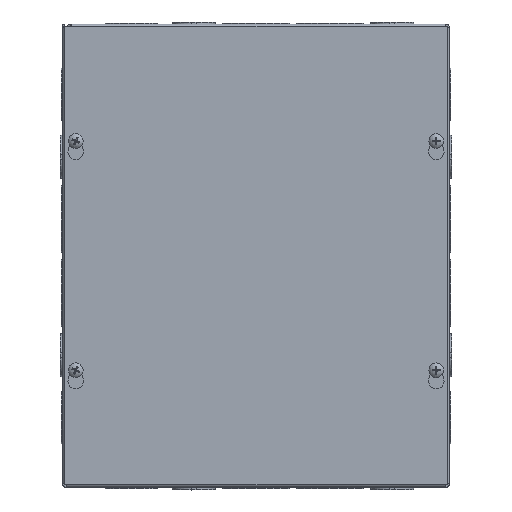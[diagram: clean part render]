
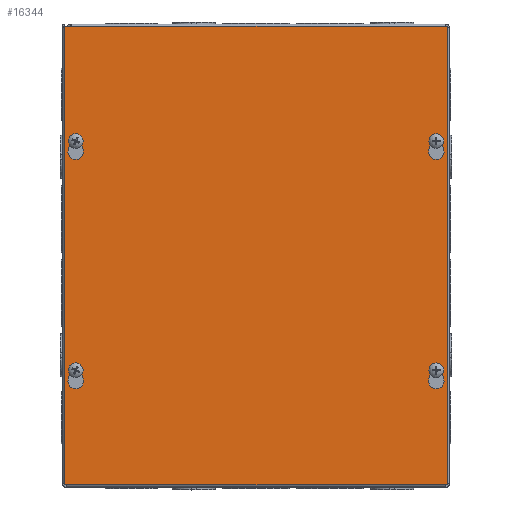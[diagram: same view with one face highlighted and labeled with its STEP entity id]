
A CAD part, top view. The second image highlights one B-rep face of the part: STEP entity #16344.
In plain terms, the highlighted planar face has unit normal (0, 0, 1).
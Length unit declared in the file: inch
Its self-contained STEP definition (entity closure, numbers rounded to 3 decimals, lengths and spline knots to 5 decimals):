
#1762=LINE($,#27086,#3364);
#1766=LINE($,#27096,#3368);
#1769=LINE($,#27104,#3371);
#1773=LINE($,#27116,#3375);
#1778=LINE($,#27134,#3380);
#1782=LINE($,#27144,#3384);
#1785=LINE($,#27152,#3387);
#1789=LINE($,#27164,#3391);
#1791=LINE($,#27172,#3393);
#1795=LINE($,#27180,#3397);
#1798=LINE($,#27186,#3400);
#1801=LINE($,#27191,#3403);
#3364=VECTOR($,#21477,0.26996);
#3368=VECTOR($,#21489,0.26996);
#3371=VECTOR($,#21494,0.26996);
#3375=VECTOR($,#21506,0.26996);
#3380=VECTOR($,#21525,0.26996);
#3384=VECTOR($,#21537,0.26996);
#3387=VECTOR($,#21542,0.26996);
#3391=VECTOR($,#21554,0.26996);
#3393=VECTOR($,#21564,12.);
#3397=VECTOR($,#21570,10.);
#3400=VECTOR($,#21575,12.);
#3403=VECTOR($,#21580,10.);
#3996=PLANE($,#17565);
#4455=FACE_BOUND($,#6325,.T.);
#4456=FACE_BOUND($,#6326,.T.);
#4457=FACE_BOUND($,#6327,.T.);
#4458=FACE_BOUND($,#6328,.T.);
#4459=FACE_BOUND($,#6329,.T.);
#6325=EDGE_LOOP($,(#14410,#14411,#14412,#14413));
#6326=EDGE_LOOP($,(#14414,#14415,#14416,#14417));
#6327=EDGE_LOOP($,(#14418,#14419,#14420,#14421));
#6328=EDGE_LOOP($,(#14422,#14423,#14424,#14425));
#6329=EDGE_LOOP($,(#14426,#14427,#14428,#14429));
#6708=CIRCLE($,#17531,0.203);
#6710=CIRCLE($,#17535,0.125);
#6712=CIRCLE($,#17540,0.125);
#6714=CIRCLE($,#17544,0.203);
#6716=CIRCLE($,#17547,0.203);
#6718=CIRCLE($,#17551,0.125);
#6720=CIRCLE($,#17556,0.125);
#6722=CIRCLE($,#17560,0.203);
#8029=VERTEX_POINT($,#27077);
#8030=VERTEX_POINT($,#27079);
#8032=VERTEX_POINT($,#27085);
#8034=VERTEX_POINT($,#27091);
#8037=VERTEX_POINT($,#27101);
#8038=VERTEX_POINT($,#27103);
#8040=VERTEX_POINT($,#27109);
#8042=VERTEX_POINT($,#27115);
#8045=VERTEX_POINT($,#27125);
#8046=VERTEX_POINT($,#27127);
#8048=VERTEX_POINT($,#27133);
#8050=VERTEX_POINT($,#27139);
#8053=VERTEX_POINT($,#27149);
#8054=VERTEX_POINT($,#27151);
#8056=VERTEX_POINT($,#27157);
#8058=VERTEX_POINT($,#27163);
#8059=VERTEX_POINT($,#27170);
#8060=VERTEX_POINT($,#27171);
#8063=VERTEX_POINT($,#27179);
#8065=VERTEX_POINT($,#27185);
#10081=EDGE_CURVE($,#8030,#8029,#6708,.T.);
#10084=EDGE_CURVE($,#8032,#8030,#1762,.T.);
#10087=EDGE_CURVE($,#8034,#8032,#6710,.T.);
#10090=EDGE_CURVE($,#8029,#8034,#1766,.T.);
#10093=EDGE_CURVE($,#8038,#8037,#1769,.T.);
#10096=EDGE_CURVE($,#8040,#8038,#6712,.T.);
#10099=EDGE_CURVE($,#8042,#8040,#1773,.T.);
#10102=EDGE_CURVE($,#8037,#8042,#6714,.T.);
#10105=EDGE_CURVE($,#8046,#8045,#6716,.T.);
#10108=EDGE_CURVE($,#8048,#8046,#1778,.T.);
#10111=EDGE_CURVE($,#8050,#8048,#6718,.T.);
#10114=EDGE_CURVE($,#8045,#8050,#1782,.T.);
#10117=EDGE_CURVE($,#8054,#8053,#1785,.T.);
#10120=EDGE_CURVE($,#8056,#8054,#6720,.T.);
#10123=EDGE_CURVE($,#8058,#8056,#1789,.T.);
#10126=EDGE_CURVE($,#8053,#8058,#6722,.T.);
#10127=EDGE_CURVE($,#8059,#8060,#1791,.T.);
#10131=EDGE_CURVE($,#8060,#8063,#1795,.T.);
#10134=EDGE_CURVE($,#8063,#8065,#1798,.T.);
#10137=EDGE_CURVE($,#8065,#8059,#1801,.T.);
#14410=ORIENTED_EDGE($,*,*,#10081,.T.);
#14411=ORIENTED_EDGE($,*,*,#10090,.T.);
#14412=ORIENTED_EDGE($,*,*,#10087,.T.);
#14413=ORIENTED_EDGE($,*,*,#10084,.T.);
#14414=ORIENTED_EDGE($,*,*,#10093,.T.);
#14415=ORIENTED_EDGE($,*,*,#10102,.T.);
#14416=ORIENTED_EDGE($,*,*,#10099,.T.);
#14417=ORIENTED_EDGE($,*,*,#10096,.T.);
#14418=ORIENTED_EDGE($,*,*,#10105,.T.);
#14419=ORIENTED_EDGE($,*,*,#10114,.T.);
#14420=ORIENTED_EDGE($,*,*,#10111,.T.);
#14421=ORIENTED_EDGE($,*,*,#10108,.T.);
#14422=ORIENTED_EDGE($,*,*,#10117,.T.);
#14423=ORIENTED_EDGE($,*,*,#10126,.T.);
#14424=ORIENTED_EDGE($,*,*,#10123,.T.);
#14425=ORIENTED_EDGE($,*,*,#10120,.T.);
#14426=ORIENTED_EDGE($,*,*,#10127,.F.);
#14427=ORIENTED_EDGE($,*,*,#10137,.F.);
#14428=ORIENTED_EDGE($,*,*,#10134,.F.);
#14429=ORIENTED_EDGE($,*,*,#10131,.F.);
#16344=ADVANCED_FACE($,(#4455,#4456,#4457,#4458,#4459),#3996,.T.);
#17531=AXIS2_PLACEMENT_3D($,#27080,#21471,#21472);
#17535=AXIS2_PLACEMENT_3D($,#27092,#21483,#21484);
#17540=AXIS2_PLACEMENT_3D($,#27110,#21500,#21501);
#17544=AXIS2_PLACEMENT_3D($,#27120,#21512,#21513);
#17547=AXIS2_PLACEMENT_3D($,#27128,#21519,#21520);
#17551=AXIS2_PLACEMENT_3D($,#27140,#21531,#21532);
#17556=AXIS2_PLACEMENT_3D($,#27158,#21548,#21549);
#17560=AXIS2_PLACEMENT_3D($,#27168,#21560,#21561);
#17565=AXIS2_PLACEMENT_3D($,#27193,#21582,#21583);
#21471=DIRECTION('center_axis',(0.,0.,-1.));
#21472=DIRECTION('ref_axis',(-0.961,0.278,0.));
#21477=DIRECTION($,(0.278,-0.961,0.));
#21483=DIRECTION('center_axis',(0.,0.,-1.));
#21484=DIRECTION('ref_axis',(0.961,0.278,0.));
#21489=DIRECTION($,(0.278,0.961,0.));
#21494=DIRECTION($,(0.278,-0.961,0.));
#21500=DIRECTION('center_axis',(0.,0.,-1.));
#21501=DIRECTION('ref_axis',(0.961,0.278,0.));
#21506=DIRECTION($,(0.278,0.961,0.));
#21512=DIRECTION('center_axis',(0.,0.,-1.));
#21513=DIRECTION('ref_axis',(-0.961,0.278,0.));
#21519=DIRECTION('center_axis',(0.,0.,-1.));
#21520=DIRECTION('ref_axis',(-0.961,0.278,0.));
#21525=DIRECTION($,(0.278,-0.961,0.));
#21531=DIRECTION('center_axis',(0.,0.,-1.));
#21532=DIRECTION('ref_axis',(0.961,0.278,0.));
#21537=DIRECTION($,(0.278,0.961,0.));
#21542=DIRECTION($,(0.278,-0.961,0.));
#21548=DIRECTION('center_axis',(0.,0.,-1.));
#21549=DIRECTION('ref_axis',(0.961,0.278,0.));
#21554=DIRECTION($,(0.278,0.961,0.));
#21560=DIRECTION('center_axis',(0.,0.,-1.));
#21561=DIRECTION('ref_axis',(-0.961,0.278,0.));
#21564=DIRECTION($,(0.,-1.,0.));
#21570=DIRECTION($,(-1.,0.,0.));
#21575=DIRECTION($,(0.,1.,0.));
#21580=DIRECTION($,(1.,0.,0.));
#21582=DIRECTION('center_axis',(0.,0.,1.));
#21583=DIRECTION('ref_axis',(1.,0.,0.));
#27077=CARTESIAN_POINT('',(4.52373,-3.22465,0.062));
#27079=CARTESIAN_POINT('',(4.91377,-3.22465,0.062));
#27080=CARTESIAN_POINT('Origin',(4.71875,-3.281,0.062));
#27085=CARTESIAN_POINT('',(4.83884,-2.9653,0.062));
#27086=CARTESIAN_POINT($,(4.29451,-1.08137,0.062));
#27091=CARTESIAN_POINT('',(4.59866,-2.9653,0.062));
#27092=CARTESIAN_POINT('Origin',(4.71875,-3.,0.062));
#27096=CARTESIAN_POINT($,(4.81688,-2.21006,0.062));
#27101=CARTESIAN_POINT('',(-4.52373,-3.22465,0.062));
#27103=CARTESIAN_POINT('',(-4.59866,-2.9653,0.062));
#27104=CARTESIAN_POINT($,(-4.77941,-2.33973,0.062));
#27109=CARTESIAN_POINT('',(-4.83884,-2.9653,0.062));
#27110=CARTESIAN_POINT('Origin',(-4.71875,-3.,0.062));
#27115=CARTESIAN_POINT('',(-4.91377,-3.22465,0.062));
#27116=CARTESIAN_POINT($,(-4.25704,-0.9517,0.062));
#27120=CARTESIAN_POINT('Origin',(-4.71875,-3.281,0.062));
#27125=CARTESIAN_POINT('',(4.52373,2.77535,0.062));
#27127=CARTESIAN_POINT('',(4.91377,2.77535,0.062));
#27128=CARTESIAN_POINT('Origin',(4.71875,2.719,0.062));
#27133=CARTESIAN_POINT('',(4.83884,3.0347,0.062));
#27134=CARTESIAN_POINT($,(5.09452,2.14978,0.062));
#27139=CARTESIAN_POINT('',(4.59866,3.0347,0.062));
#27140=CARTESIAN_POINT('Origin',(4.71875,3.,0.062));
#27144=CARTESIAN_POINT($,(4.01686,1.02109,0.062));
#27149=CARTESIAN_POINT('',(-4.52373,2.77535,0.062));
#27151=CARTESIAN_POINT('',(-4.59866,3.0347,0.062));
#27152=CARTESIAN_POINT($,(-3.9794,0.89142,0.062));
#27157=CARTESIAN_POINT('',(-4.83884,3.0347,0.062));
#27158=CARTESIAN_POINT('Origin',(-4.71875,3.,0.062));
#27163=CARTESIAN_POINT('',(-4.91377,2.77535,0.062));
#27164=CARTESIAN_POINT($,(-5.05705,2.27945,0.062));
#27168=CARTESIAN_POINT('Origin',(-4.71875,2.719,0.062));
#27170=CARTESIAN_POINT('',(5.,6.,0.062));
#27171=CARTESIAN_POINT('',(5.,-6.,0.062));
#27172=CARTESIAN_POINT($,(5.,6.,0.062));
#27179=CARTESIAN_POINT('',(-5.,-6.,0.062));
#27180=CARTESIAN_POINT($,(5.,-6.,0.062));
#27185=CARTESIAN_POINT('',(-5.,6.,0.062));
#27186=CARTESIAN_POINT($,(-5.,-6.,0.062));
#27191=CARTESIAN_POINT($,(-5.,6.,0.062));
#27193=CARTESIAN_POINT('Origin',(0.,0.,
0.062));
